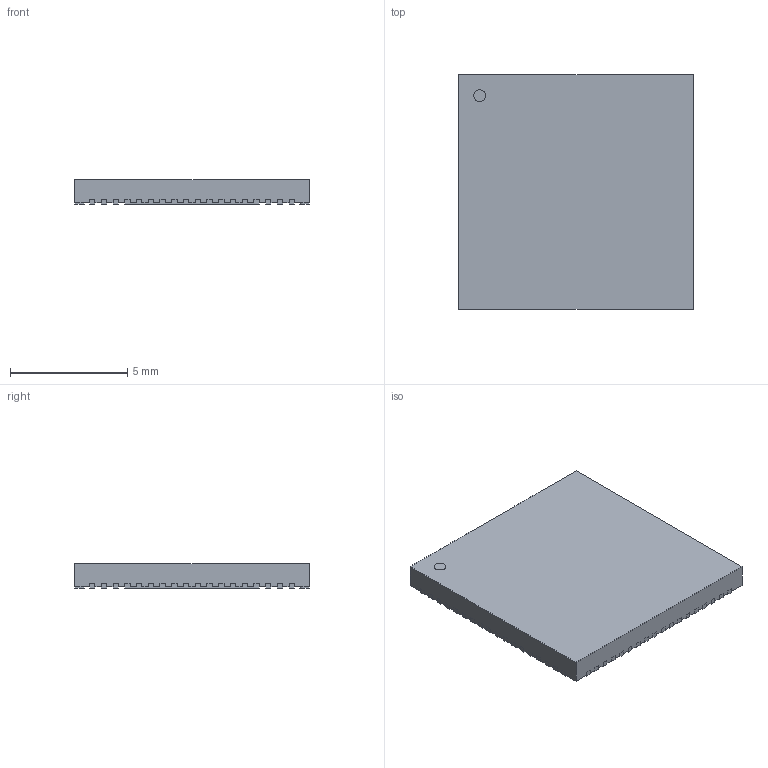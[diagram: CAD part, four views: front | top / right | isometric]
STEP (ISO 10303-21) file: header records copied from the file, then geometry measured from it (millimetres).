
FILE_DESCRIPTION(/* description */ (''),/* implementation_level */ '2;1');
FILE_NAME(/* name */ 'QFN50P1000X1000X100-73N-S545.stp',/* time_stamp */ '2016-10-11T13:12:45+02:00',/* author */ ('jchouvet'),/* organization */ (''),/* preprocessor_version */ 'ST-DEVELOPER v16.1',/* originating_system */ 'AutoCAD Mechanical',/* authorisation */ '');
FILE_SCHEMA (('AUTOMOTIVE_DESIGN { 1 0 10303 214 3 1 1 }'));
Length unit declared in the file: millimetre
Products named in the file (1): Product
Bounding box: 10 x 10 x 1.03 mm (x, y, z)
Volume: 99.8 mm3; surface area: 337.1 mm2
Topology: 75 solids, 75 shells, 737 faces, 1758 edges, 1172 vertices
Faces by surface type: plane 591, cylinder 146
Full cylindrical faces by diameter (mm): 0.5 x2
Entity records: 21106 total; most frequent: CARTESIAN_POINT 3666, DIRECTION 3524, ORIENTED_EDGE 3512, EDGE_CURVE 1756, LINE 1464, VECTOR 1464, VERTEX_POINT 1172, AXIS2_PLACEMENT_3D 1030
